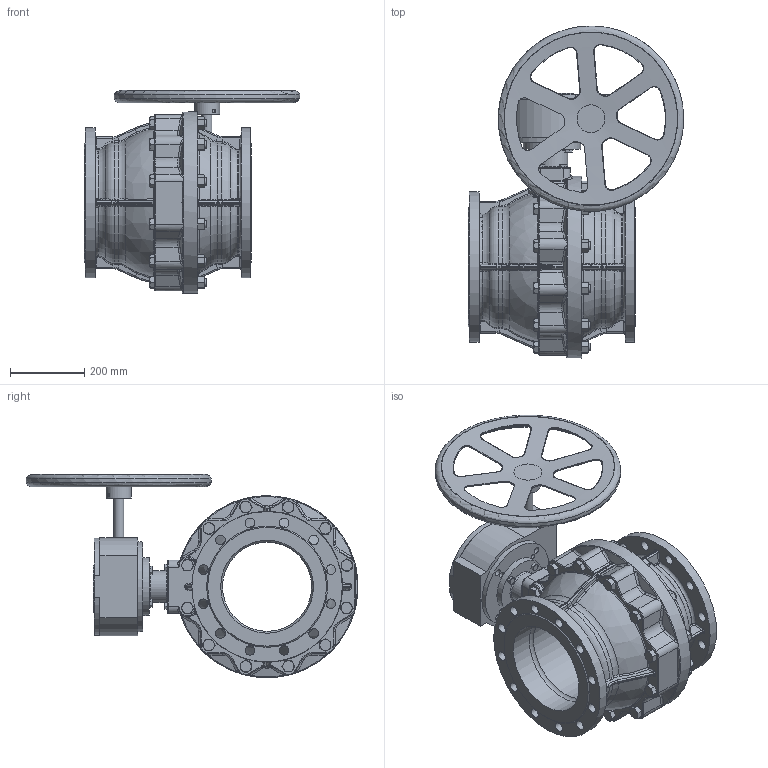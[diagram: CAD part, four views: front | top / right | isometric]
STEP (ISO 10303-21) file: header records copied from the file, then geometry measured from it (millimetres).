
FILE_DESCRIPTION (( 'STEP AP203' ), '1' );
FILE_NAME ('B2.DN250.STEP', '2017-07-25T13:32:34', ( 'dell2' ), ( 'Microsoft' ), 'SwSTEP 2.0', 'SolidWorks 2014', '' );
FILE_SCHEMA (( 'CONFIG_CONTROL_DESIGN' ));
Length unit declared in the file: millimetre
Products named in the file (1): B2.DN250
Bounding box: 579.88 x 893.43 x 546.65 mm (x, y, z)
Volume: 41783190.3 mm3; surface area: 2384515.2 mm2
Topology: 1 solids, 40 shells, 1803 faces, 4151 edges, 2452 vertices
Faces by surface type: bspline 460, plane 423, cylinder 377, cone 371, torus 160, sphere 12
Full cylindrical faces by diameter (mm): 8.35 x2, 10.2 x4, 12 x4, 13 x4, 14.195 x4, 17.034 x4, 20 x24, 22 x12, 26 x24, 26.72 x1, 50.1 x1, 68.47 x1, 85 x1, 155 x1, 240 x1, 250 x2, 405 x2, 460.92 x1, 490 x1, 499.33 x1
Entity records: 73375 total; most frequent: CARTESIAN_POINT 38044, ORIENTED_EDGE 7778, DIRECTION 6354, EDGE_CURVE 3889, AXIS2_PLACEMENT_3D 2762, VERTEX_POINT 2366, EDGE_LOOP 2101, FACE_OUTER_BOUND 1910
